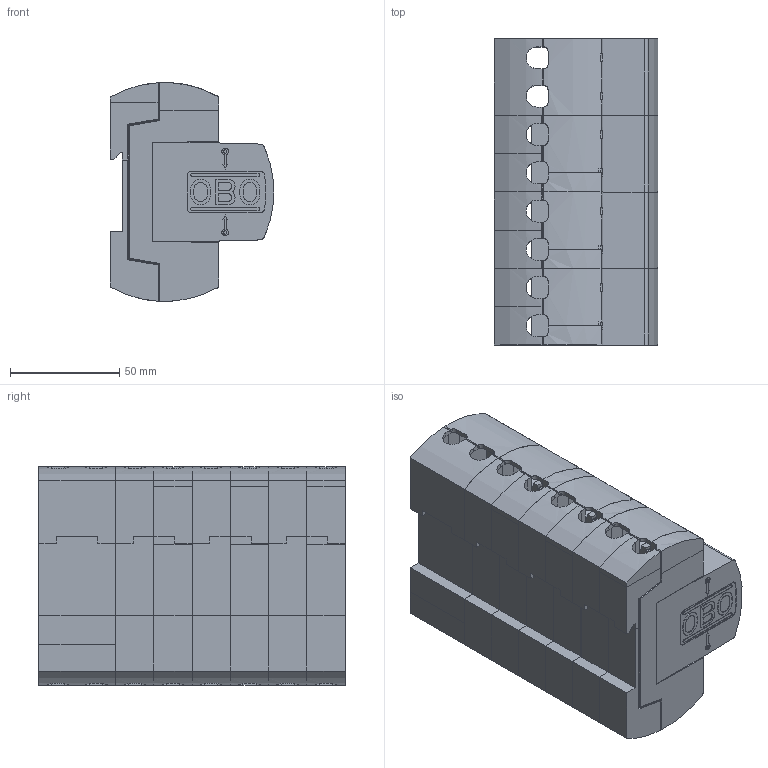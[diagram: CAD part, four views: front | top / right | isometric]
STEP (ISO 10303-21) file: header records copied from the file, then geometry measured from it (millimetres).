
FILE_DESCRIPTION((''),'2;1');
FILE_NAME('5096878_ASM','2012-11-30T',('AndreasKeweloh'),(''),'PRO/ENGINEER BY PARAMETRIC TECHNOLOGY CORPORATION, 2012230','PRO/ENGINEER BY PARAMETRIC TECHNOLOGY CORPORATION, 2012230','');
FILE_SCHEMA(('CONFIG_CONTROL_DESIGN'));
Length unit declared in the file: millimetre
Products named in the file (19): GEHUNTLI-2614100; GEHUNTLI_1-2542250; GEH_UNT-2614430_ASM; GEHOB1-2423460; GEHOB1_1-1984230; NPE-GEH_ASM; OBERT_VORN; OBERTEIL_ASM; GEHUNTLI-5079550; GEHUNTLI_1-5024900; GEHUNTLI_2-5000670; GEHUNTRE-4979720; GEHUNT_ASM; GEHDECK_1; GEHDECK_1_1; GEHDECK_2; UNTERTEIL_ASM; B-ABLEITER_ASM; 5096878_ASM
Assembly tree (20 placements, depth 5):
  5096878_ASM
    NPE-GEH_ASM
      GEH_UNT-2614430_ASM
        GEHUNTLI-2614100
        GEHUNTLI_1-2542250
      GEHOB1-2423460
      GEHOB1_1-1984230
    B-ABLEITER_ASM  x3
      OBERTEIL_ASM
        OBERT_VORN
      UNTERTEIL_ASM
        GEHUNT_ASM
          GEHUNTLI-5079550
          GEHUNTLI_1-5024900
          GEHUNTLI_2-5000670
          GEHUNTRE-4979720
        GEHDECK_1
        GEHDECK_1_1
        GEHDECK_2
Bounding box: 74.58 x 139.99 x 100.01 mm (x, y, z)
Volume: 483954.6 mm3; surface area: 202078.3 mm2
Topology: 28 solids, 28 shells, 2537 faces, 6932 edges, 4547 vertices
Faces by surface type: plane 1583, cylinder 657, cone 186, bspline 60, revolution 26, extrusion 25
Entity records: 42750 total; most frequent: CARTESIAN_POINT 10944, ORIENTED_EDGE 6784, DIRECTION 6273, EDGE_CURVE 3392, VECTOR 2295, LINE 2280, VERTEX_POINT 2225, AXIS2_PLACEMENT_3D 1982
